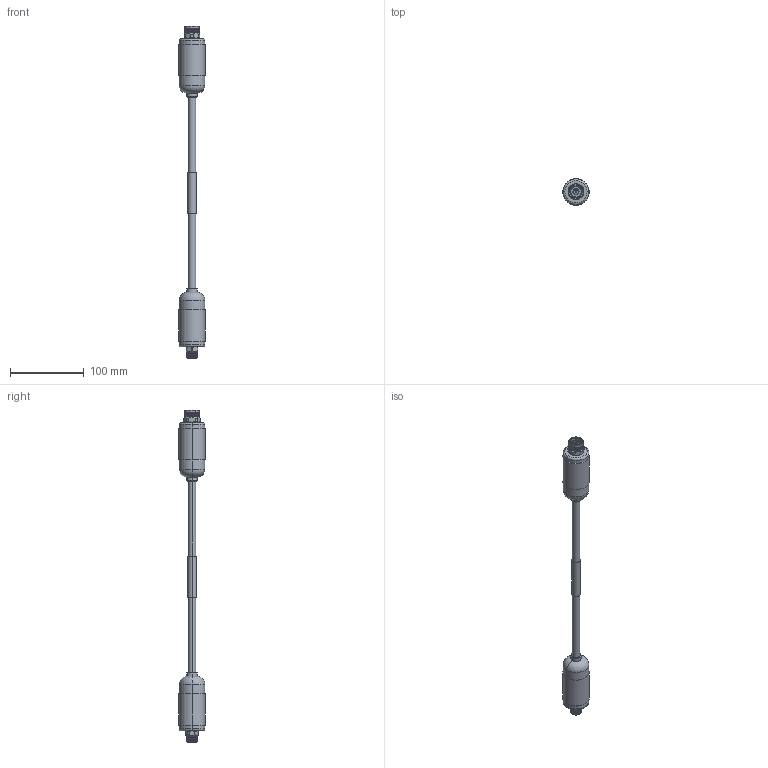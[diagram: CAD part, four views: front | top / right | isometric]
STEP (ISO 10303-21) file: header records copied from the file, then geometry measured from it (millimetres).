
FILE_DESCRIPTION (( 'STEP AP214' ), '1' );
FILE_NAME ('FMC0103400-SP_3D.step', '2023-05-10T07:49:05', ( '' ), ( '' ), 'SwSTEP 2.0', 'SolidWorks 2022', '' );
FILE_SCHEMA (( 'AUTOMOTIVE_DESIGN' ));
Length unit declared in the file: inch
Products named in the file (5): lmr-240^FMC0103400-SP_LMR-400; FM-Z250^FMC0103400-SP; EZ-400-TM-X_3D(2)^FMC0103400-SP; EZ-400-NMH-X_3D^FMC0103400-SP; FMC0103400-SP_3D
Assembly tree (5 placements, depth 2):
  FMC0103400-SP_3D
    lmr-240^FMC0103400-SP_LMR-400
    FM-Z250^FMC0103400-SP  x2
    EZ-400-TM-X_3D(2)^FMC0103400-SP
    EZ-400-NMH-X_3D^FMC0103400-SP
Bounding box: 35.56 x 35.56 x 449.84 mm (x, y, z)
Volume: 185386.8 mm3; surface area: 42372.7 mm2
Topology: 7 solids, 7 shells, 4541 faces, 9804 edges, 5303 vertices
Faces by surface type: bspline 3366, cylinder 995, plane 94, cone 70, torus 16
Entity records: 155462 total; most frequent: CARTESIAN_POINT 94437, ORIENTED_EDGE 19516, EDGE_CURVE 9758, VERTEX_POINT 5275, EDGE_LOOP 4543, ADVANCED_FACE 4517, FACE_OUTER_BOUND 4517, B_SPLINE_CURVE_WITH_KNOTS 4269
